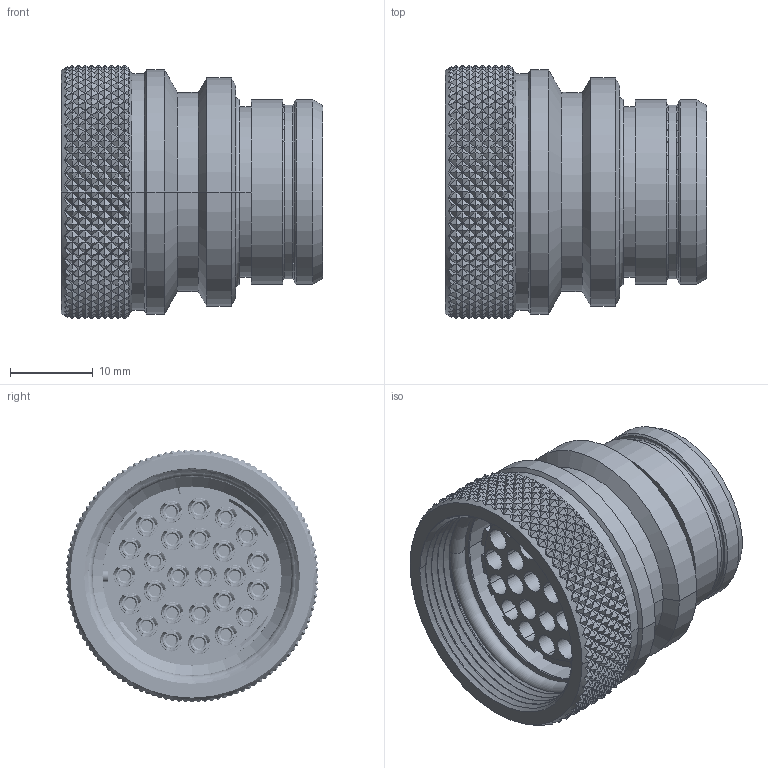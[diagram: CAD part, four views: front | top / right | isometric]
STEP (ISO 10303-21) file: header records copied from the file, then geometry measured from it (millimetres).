
FILE_DESCRIPTION((''),'2;1');
FILE_NAME('1332P426MS','2024-07-30T09:31:12',('paultorloting'),('NET AG system integration'),'CREO PARAMETRIC BY PTC INC, 2021404','CREO PARAMETRIC BY PTC INC, 2021404','');
FILE_SCHEMA(('AUTOMOTIVE_DESIGN { 1 0 10303 214 1 1 1 1 }'));
Products named in the file (1): 1332P426MS
Bounding box: 31.5 x 30.5 x 30.5 mm (x, y, z)
Volume: 8698.4 mm3; surface area: 12206.8 mm2
Topology: 1 solids, 1 shells, 6679 faces, 15617 edges, 9093 vertices
Faces by surface type: bspline 2878, plane 1917, cylinder 1625, cone 132, torus 127
Entity records: 289024 total; most frequent: CARTESIAN_POINT 117514, ORIENTED_EDGE 31234, DIRECTION 17314, EDGE_CURVE 15617, VERTEX_POINT 9093, B_SPLINE_CURVE_WITH_KNOTS 8357, EDGE_LOOP 7040, FACE_OUTER_BOUND 6679
